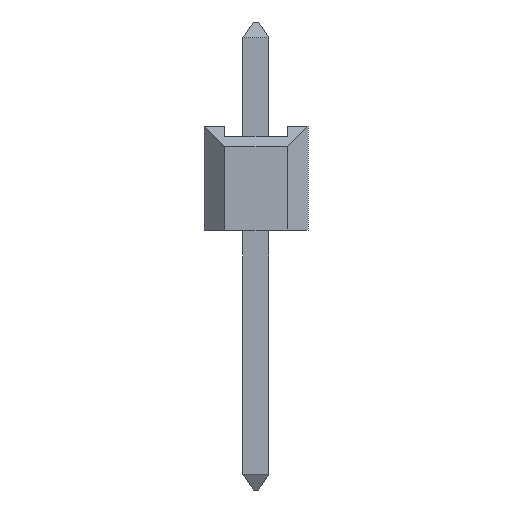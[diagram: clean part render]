
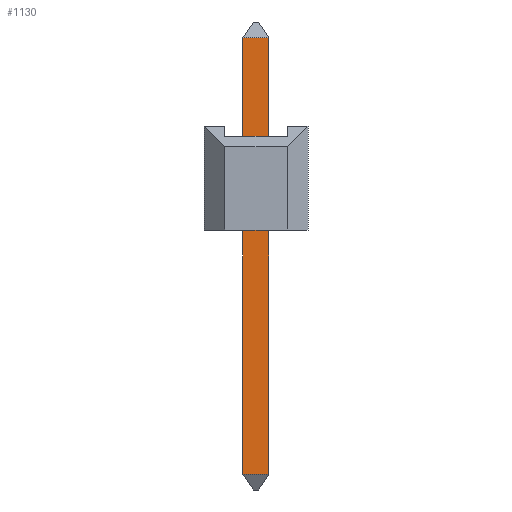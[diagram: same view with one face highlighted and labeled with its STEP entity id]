
A CAD part, front view. The second image highlights one B-rep face of the part: STEP entity #1130.
In plain terms, the highlighted planar face has unit normal (0, -1, 0).
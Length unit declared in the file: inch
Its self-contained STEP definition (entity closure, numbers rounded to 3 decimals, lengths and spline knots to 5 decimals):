
#1130=ADVANCED_FACE('',(#1396),#1266,.T.);
#1266=PLANE('',#3427);
#1396=FACE_OUTER_BOUND('',#1536,.T.);
#1536=EDGE_LOOP('',(#2007,#2008,#2009,#2010));
#2007=ORIENTED_EDGE('',*,*,#2607,.T.);
#2008=ORIENTED_EDGE('',*,*,#2615,.T.);
#2009=ORIENTED_EDGE('',*,*,#2612,.F.);
#2010=ORIENTED_EDGE('',*,*,#2616,.T.);
#2337=VERTEX_POINT('',#4485);
#2338=VERTEX_POINT('',#4487);
#2341=VERTEX_POINT('',#4497);
#2342=VERTEX_POINT('',#4498);
#2607=EDGE_CURVE('',#2338,#2337,#2919,.T.);
#2612=EDGE_CURVE('',#2341,#2342,#2924,.T.);
#2615=EDGE_CURVE('',#2337,#2342,#2927,.T.);
#2616=EDGE_CURVE('',#2341,#2338,#2928,.T.);
#2919=LINE('',#4486,#3231);
#2924=LINE('',#4496,#3236);
#2927=LINE('',#4502,#3239);
#2928=LINE('',#4503,#3240);
#3231=VECTOR('',#3858,1.);
#3236=VECTOR('',#3867,1.);
#3239=VECTOR('',#3872,1.);
#3240=VECTOR('',#3873,1.);
#3427=AXIS2_PLACEMENT_3D('',#4504,#3874,#3875);
#3858=DIRECTION('',(0.,0.,-1.));
#3867=DIRECTION('',(0.,0.,-1.));
#3872=DIRECTION('',(1.,0.,0.));
#3873=DIRECTION('',(-1.,0.,0.));
#3874=DIRECTION('',(0.,-1.,0.));
#3875=DIRECTION('',(0.,0.,-1.));
#4485=CARTESIAN_POINT('',(-0.0125,-0.0125,-0.235));
#4486=CARTESIAN_POINT('',(-0.0125,-0.0125,0.2));
#4487=CARTESIAN_POINT('',(-0.0125,-0.0125,0.185));
#4496=CARTESIAN_POINT('',(0.0125,-0.0125,0.2));
#4497=CARTESIAN_POINT('',(0.0125,-0.0125,0.185));
#4498=CARTESIAN_POINT('',(0.0125,-0.0125,-0.235));
#4502=CARTESIAN_POINT('',(0.0125,-0.0125,-0.235));
#4503=CARTESIAN_POINT('',(-0.0125,-0.0125,0.185));
#4504=CARTESIAN_POINT('',(0.0125,-0.0125,0.2));
